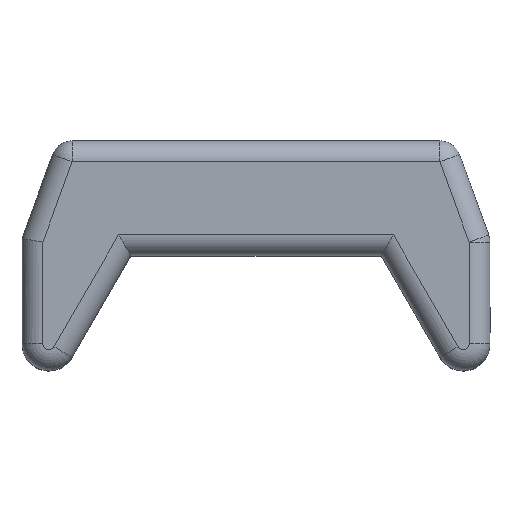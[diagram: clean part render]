
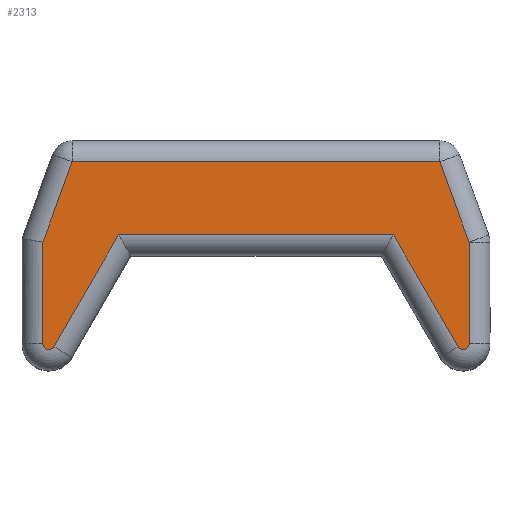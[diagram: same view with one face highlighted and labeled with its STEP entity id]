
A CAD part, top view. The second image highlights one B-rep face of the part: STEP entity #2313.
In plain terms, the highlighted planar face has unit normal (0, 0, 1).
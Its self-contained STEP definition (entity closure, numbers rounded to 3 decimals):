
#179 = AXIS2_PLACEMENT_3D ( 'NONE', #1893, #1894, #1895 ) ;
#180 = AXIS2_PLACEMENT_3D ( 'NONE', #1905, #1906, #1907 ) ;
#593 = CARTESIAN_POINT ( 'NONE',  ( 6.577, -4.5, 7.4 ) ) ;
#597 = CARTESIAN_POINT ( 'NONE',  ( -6.577, -4.5, 7.4 ) ) ;
#603 = CARTESIAN_POINT ( 'NONE',  ( 9.671, -9.858, 7.4 ) ) ;
#604 = CARTESIAN_POINT ( 'NONE',  ( 10.2, -9.716, 7.4 ) ) ;
#605 = CARTESIAN_POINT ( 'NONE',  ( 10.2, -4.847, 7.4 ) ) ;
#606 = CARTESIAN_POINT ( 'NONE',  ( 8.8, -1., 7.4 ) ) ;
#607 = CARTESIAN_POINT ( 'NONE',  ( -8.8, -1., 7.4 ) ) ;
#608 = CARTESIAN_POINT ( 'NONE',  ( -10.2, -4.847, 7.4 ) ) ;
#609 = CARTESIAN_POINT ( 'NONE',  ( -10.2, -9.716, 7.4 ) ) ;
#610 = CARTESIAN_POINT ( 'NONE',  ( -9.671, -9.858, 7.4 ) ) ;
#881 = VERTEX_POINT ( 'NONE', #593 ) ;
#885 = VERTEX_POINT ( 'NONE', #597 ) ;
#891 = VERTEX_POINT ( 'NONE', #603 ) ;
#892 = VERTEX_POINT ( 'NONE', #604 ) ;
#893 = VERTEX_POINT ( 'NONE', #605 ) ;
#894 = VERTEX_POINT ( 'NONE', #606 ) ;
#895 = VERTEX_POINT ( 'NONE', #607 ) ;
#896 = VERTEX_POINT ( 'NONE', #608 ) ;
#897 = VERTEX_POINT ( 'NONE', #609 ) ;
#898 = VERTEX_POINT ( 'NONE', #610 ) ;
#1061 = LINE ( 'NONE', #1878, #1071 ) ;
#1066 = LINE ( 'NONE', #1887, #1069 ) ;
#1069 = VECTOR ( 'NONE', #1889, 1000. ) ;
#1070 = CIRCLE ( 'NONE', #179, 0.284 ) ;
#1071 = VECTOR ( 'NONE', #1890, 1000. ) ;
#1072 = LINE ( 'NONE', #1888, #1074 ) ;
#1073 = LINE ( 'NONE', #1896, #1076 ) ;
#1074 = VECTOR ( 'NONE', #1840, 1000. ) ;
#1075 = LINE ( 'NONE', #1898, #1078 ) ;
#1076 = VECTOR ( 'NONE', #1897, 1000. ) ;
#1077 = LINE ( 'NONE', #1900, #1080 ) ;
#1078 = VECTOR ( 'NONE', #1899, 1000. ) ;
#1079 = LINE ( 'NONE', #1902, #1082 ) ;
#1080 = VECTOR ( 'NONE', #1901, 1000. ) ;
#1081 = CIRCLE ( 'NONE', #180, 0.284 ) ;
#1082 = VECTOR ( 'NONE', #1903, 1000. ) ;
#1083 = LINE ( 'NONE', #1891, #1085 ) ;
#1085 = VECTOR ( 'NONE', #1892, 1000. ) ;
#1283 = FACE_OUTER_BOUND ( 'NONE', #3366, .T. ) ;
#1390 = EDGE_CURVE ( 'NONE', #885, #881, #1066, .T. ) ;
#1391 = EDGE_CURVE ( 'NONE', #881, #891, #1061, .T. ) ;
#1392 = EDGE_CURVE ( 'NONE', #891, #892, #1070, .T. ) ;
#1393 = EDGE_CURVE ( 'NONE', #892, #893, #1072, .T. ) ;
#1394 = EDGE_CURVE ( 'NONE', #893, #894, #1073, .T. ) ;
#1395 = EDGE_CURVE ( 'NONE', #894, #895, #1075, .T. ) ;
#1396 = EDGE_CURVE ( 'NONE', #895, #896, #1077, .T. ) ;
#1397 = EDGE_CURVE ( 'NONE', #896, #897, #1079, .T. ) ;
#1398 = EDGE_CURVE ( 'NONE', #897, #898, #1081, .T. ) ;
#1399 = EDGE_CURVE ( 'NONE', #898, #885, #1083, .T. ) ;
#1840 = DIRECTION ( 'NONE',  ( 0., 1., 0. ) ) ;
#1878 = CARTESIAN_POINT ( 'NONE',  ( 9.671, -9.858, 7.4 ) ) ;
#1887 = CARTESIAN_POINT ( 'NONE',  ( 6., -4.5, 7.4 ) ) ;
#1888 = CARTESIAN_POINT ( 'NONE',  ( 10.2, -4.671, 7.4 ) ) ;
#1889 = DIRECTION ( 'NONE',  ( 1., 0., 0. ) ) ;
#1890 = DIRECTION ( 'NONE',  ( 0.5, -0.866, 0. ) ) ;
#1891 = CARTESIAN_POINT ( 'NONE',  ( -6.866, -5., 7.4 ) ) ;
#1892 = DIRECTION ( 'NONE',  ( 0.5, 0.866, 0. ) ) ;
#1893 = CARTESIAN_POINT ( 'NONE',  ( 9.916, -9.716, 7.4 ) ) ;
#1894 = DIRECTION ( 'NONE',  ( 0., 0., 1. ) ) ;
#1895 = DIRECTION ( 'NONE',  ( 1., 0., 0. ) ) ;
#1896 = CARTESIAN_POINT ( 'NONE',  ( 8.56, -0.342, 7.4 ) ) ;
#1897 = DIRECTION ( 'NONE',  ( -0.342, 0.94, 0. ) ) ;
#1898 = CARTESIAN_POINT ( 'NONE',  ( -9.5, -1., 7.4 ) ) ;
#1899 = DIRECTION ( 'NONE',  ( -1., 0., 0. ) ) ;
#1900 = CARTESIAN_POINT ( 'NONE',  ( -10.26, -5.013, 7.4 ) ) ;
#1901 = DIRECTION ( 'NONE',  ( -0.342, -0.94, 0. ) ) ;
#1902 = CARTESIAN_POINT ( 'NONE',  ( -10.2, -9.716, 7.4 ) ) ;
#1903 = DIRECTION ( 'NONE',  ( 0., -1., 0. ) ) ;
#1905 = CARTESIAN_POINT ( 'NONE',  ( -9.916, -9.716, 7.4 ) ) ;
#1906 = DIRECTION ( 'NONE',  ( 0., 0., 1. ) ) ;
#1907 = DIRECTION ( 'NONE',  ( 1., 0., 0. ) ) ;
#2313 = ADVANCED_FACE ( 'NONE', ( #1283 ), #3065, .T. ) ;
#2371 = ORIENTED_EDGE ( 'NONE', *, *, #1399, .T. ) ;
#2372 = ORIENTED_EDGE ( 'NONE', *, *, #1398, .T. ) ;
#2373 = ORIENTED_EDGE ( 'NONE', *, *, #1397, .T. ) ;
#2374 = ORIENTED_EDGE ( 'NONE', *, *, #1396, .T. ) ;
#2375 = ORIENTED_EDGE ( 'NONE', *, *, #1395, .T. ) ;
#2376 = ORIENTED_EDGE ( 'NONE', *, *, #1394, .T. ) ;
#2377 = ORIENTED_EDGE ( 'NONE', *, *, #1393, .T. ) ;
#2390 = ORIENTED_EDGE ( 'NONE', *, *, #1392, .T. ) ;
#2391 = ORIENTED_EDGE ( 'NONE', *, *, #1391, .T. ) ;
#2392 = ORIENTED_EDGE ( 'NONE', *, *, #1390, .T. ) ;
#3058 = CARTESIAN_POINT ( 'NONE',  ( 9.916, -9.716, 7.4 ) ) ;
#3065 = PLANE ( 'NONE',  #3552 ) ;
#3067 = DIRECTION ( 'NONE',  ( 0., 0., 1. ) ) ;
#3068 = DIRECTION ( 'NONE',  ( 1., 0., 0. ) ) ;
#3366 = EDGE_LOOP ( 'NONE', ( #2392, #2391, #2390, #2377, #2376, #2375, #2374, #2373, #2372, #2371 ) ) ;
#3552 = AXIS2_PLACEMENT_3D ( 'NONE', #3058, #3067, #3068 ) ;
